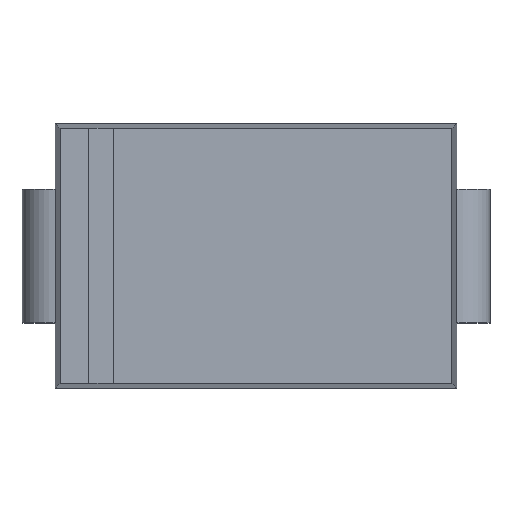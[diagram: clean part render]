
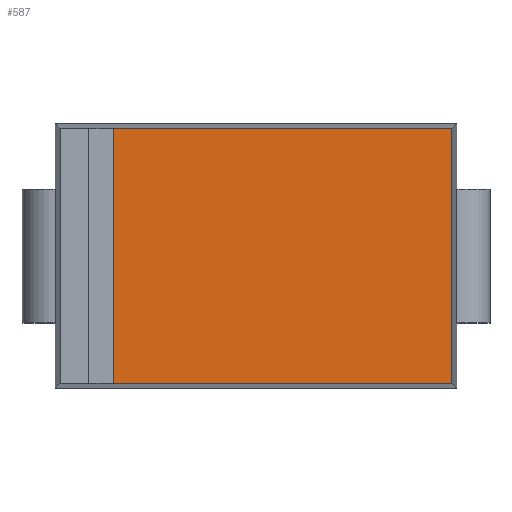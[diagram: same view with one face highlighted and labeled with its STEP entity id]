
A CAD part, top view. The second image highlights one B-rep face of the part: STEP entity #587.
In plain terms, the highlighted planar face has unit normal (0, 0, 1).
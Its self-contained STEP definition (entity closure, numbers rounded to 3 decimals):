
#449 = VERTEX_POINT('',#450);
#450 = CARTESIAN_POINT('',(2.05,1.335,2.2));
#456 = EDGE_CURVE('',#457,#449,#459,.T.);
#457 = VERTEX_POINT('',#458);
#458 = CARTESIAN_POINT('',(-1.49,1.335,2.2));
#459 = LINE('',#460,#461);
#460 = CARTESIAN_POINT('',(-2.1,1.335,2.2));
#461 = VECTOR('',#462,1.);
#462 = DIRECTION('',(1.,0.,0.));
#487 = VERTEX_POINT('',#488);
#488 = CARTESIAN_POINT('',(2.05,-1.335,2.2));
#505 = VERTEX_POINT('',#506);
#506 = CARTESIAN_POINT('',(-1.49,-1.335,2.2));
#512 = EDGE_CURVE('',#487,#505,#513,.T.);
#513 = LINE('',#514,#515);
#514 = CARTESIAN_POINT('',(2.1,-1.335,2.2));
#515 = VECTOR('',#516,1.);
#516 = DIRECTION('',(-1.,0.,0.));
#546 = EDGE_CURVE('',#449,#487,#547,.T.);
#547 = LINE('',#548,#549);
#548 = CARTESIAN_POINT('',(2.05,1.385,2.2));
#549 = VECTOR('',#550,1.);
#550 = DIRECTION('',(0.,-1.,0.));
#587 = ADVANCED_FACE('',(#588),#599,.T.);
#588 = FACE_BOUND('',#589,.T.);
#589 = EDGE_LOOP('',(#590,#596,#597,#598));
#590 = ORIENTED_EDGE('',*,*,#591,.T.);
#591 = EDGE_CURVE('',#457,#505,#592,.T.);
#592 = LINE('',#593,#594);
#593 = CARTESIAN_POINT('',(-1.49,1.335,2.2));
#594 = VECTOR('',#595,1.);
#595 = DIRECTION('',(0.,-1.,0.));
#596 = ORIENTED_EDGE('',*,*,#512,.F.);
#597 = ORIENTED_EDGE('',*,*,#546,.F.);
#598 = ORIENTED_EDGE('',*,*,#456,.F.);
#599 = PLANE('',#600);
#600 = AXIS2_PLACEMENT_3D('',#601,#602,#603);
#601 = CARTESIAN_POINT('',(0.,0.,2.2));
#602 = DIRECTION('',(0.,0.,1.));
#603 = DIRECTION('',(1.,0.,0.));
